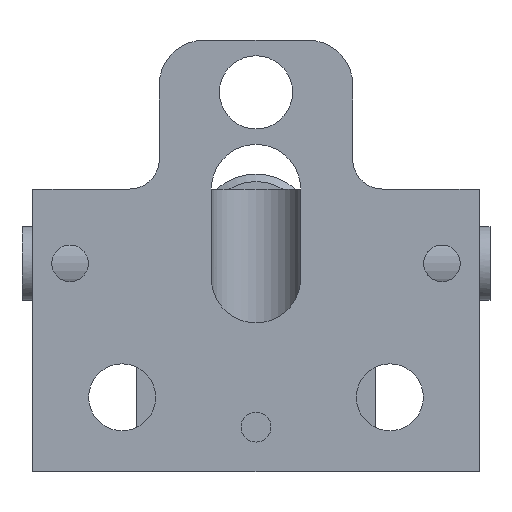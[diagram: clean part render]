
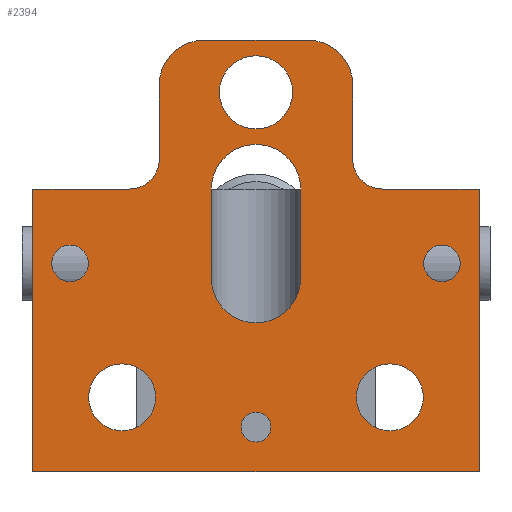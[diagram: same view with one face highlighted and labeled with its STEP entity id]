
A CAD part, front view. The second image highlights one B-rep face of the part: STEP entity #2394.
In plain terms, the highlighted planar face has unit normal (0, -1, 0).
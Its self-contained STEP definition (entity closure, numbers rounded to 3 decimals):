
#134=FACE_BOUND('',#405,.T.);
#135=FACE_BOUND('',#406,.T.);
#136=FACE_BOUND('',#407,.T.);
#137=FACE_BOUND('',#408,.T.);
#138=FACE_BOUND('',#409,.T.);
#139=FACE_BOUND('',#410,.T.);
#140=FACE_BOUND('',#411,.T.);
#180=PLANE('',#2710);
#264=FACE_OUTER_BOUND('',#404,.T.);
#404=EDGE_LOOP('',(#1873,#1874,#1875,#1876,#1877,#1878,#1879,#1880,#1881,
#1882,#1883,#1884));
#405=EDGE_LOOP('',(#1885));
#406=EDGE_LOOP('',(#1886,#1887));
#407=EDGE_LOOP('',(#1888,#1889,#1890,#1891));
#408=EDGE_LOOP('',(#1892,#1893));
#409=EDGE_LOOP('',(#1894,#1895));
#410=EDGE_LOOP('',(#1896));
#411=EDGE_LOOP('',(#1897));
#514=LINE('',#3673,#703);
#521=LINE('',#3691,#710);
#533=LINE('',#3736,#722);
#539=LINE('',#3750,#728);
#545=LINE('',#3774,#734);
#551=LINE('',#3788,#740);
#567=LINE('',#3839,#756);
#571=LINE('',#3845,#760);
#572=LINE('',#3855,#761);
#593=LINE('',#4110,#782);
#703=VECTOR('',#2911,10.);
#710=VECTOR('',#2926,10.);
#722=VECTOR('',#2970,10.);
#728=VECTOR('',#2982,10.);
#734=VECTOR('',#3008,10.);
#740=VECTOR('',#3020,10.);
#756=VECTOR('',#3066,10.);
#760=VECTOR('',#3072,10.);
#761=VECTOR('',#3083,10.);
#782=VECTOR('',#3180,10.);
#890=CIRCLE('',#2613,2.);
#893=CIRCLE('',#2618,2.);
#894=CIRCLE('',#2621,3.);
#903=CIRCLE('',#2632,3.);
#904=CIRCLE('',#2634,2.459);
#905=CIRCLE('',#2637,3.);
#913=CIRCLE('',#2653,3.);
#914=CIRCLE('',#2655,1.005);
#915=CIRCLE('',#2656,1.005);
#928=CIRCLE('',#2676,1.23);
#929=CIRCLE('',#2677,1.23);
#930=CIRCLE('',#2679,1.23);
#931=CIRCLE('',#2680,1.23);
#935=CIRCLE('',#2688,2.25);
#939=CIRCLE('',#2695,2.25);
#1030=VERTEX_POINT('',#3663);
#1031=VERTEX_POINT('',#3664);
#1034=VERTEX_POINT('',#3672);
#1038=VERTEX_POINT('',#3681);
#1039=VERTEX_POINT('',#3683);
#1041=VERTEX_POINT('',#3689);
#1042=VERTEX_POINT('',#3693);
#1057=VERTEX_POINT('',#3728);
#1058=VERTEX_POINT('',#3732);
#1059=VERTEX_POINT('',#3738);
#1060=VERTEX_POINT('',#3739);
#1063=VERTEX_POINT('',#3748);
#1071=VERTEX_POINT('',#3773);
#1076=VERTEX_POINT('',#3786);
#1078=VERTEX_POINT('',#3792);
#1079=VERTEX_POINT('',#3796);
#1080=VERTEX_POINT('',#3797);
#1095=VERTEX_POINT('',#3836);
#1096=VERTEX_POINT('',#3838);
#1103=VERTEX_POINT('',#3860);
#1104=VERTEX_POINT('',#3861);
#1113=VERTEX_POINT('',#4003);
#1114=VERTEX_POINT('',#4004);
#1121=VERTEX_POINT('',#4061);
#1125=VERTEX_POINT('',#4074);
#1266=EDGE_CURVE('',#1030,#1031,#890,.T.);
#1270=EDGE_CURVE('',#1031,#1034,#514,.T.);
#1275=EDGE_CURVE('',#1038,#1039,#893,.T.);
#1279=EDGE_CURVE('',#1041,#1038,#521,.T.);
#1280=EDGE_CURVE('',#1034,#1042,#894,.T.);
#1298=EDGE_CURVE('',#1057,#1041,#903,.T.);
#1301=EDGE_CURVE('',#1058,#1058,#904,.T.);
#1302=EDGE_CURVE('',#1042,#1057,#533,.T.);
#1303=EDGE_CURVE('',#1059,#1060,#905,.T.);
#1309=EDGE_CURVE('',#1030,#1063,#539,.T.);
#1320=EDGE_CURVE('',#1071,#1039,#545,.T.);
#1328=EDGE_CURVE('',#1059,#1076,#551,.T.);
#1331=EDGE_CURVE('',#1076,#1078,#913,.T.);
#1332=EDGE_CURVE('',#1079,#1080,#914,.T.);
#1333=EDGE_CURVE('',#1080,#1079,#915,.T.);
#1353=EDGE_CURVE('',#1096,#1095,#567,.T.);
#1357=EDGE_CURVE('',#1095,#1071,#571,.T.);
#1362=EDGE_CURVE('',#1078,#1060,#572,.T.);
#1365=EDGE_CURVE('',#1103,#1104,#928,.T.);
#1366=EDGE_CURVE('',#1104,#1103,#929,.T.);
#1377=EDGE_CURVE('',#1113,#1114,#930,.T.);
#1378=EDGE_CURVE('',#1114,#1113,#931,.T.);
#1389=EDGE_CURVE('',#1121,#1121,#935,.T.);
#1395=EDGE_CURVE('',#1125,#1125,#939,.T.);
#1412=EDGE_CURVE('',#1096,#1063,#593,.T.);
#1873=ORIENTED_EDGE('',*,*,#1280,.F.);
#1874=ORIENTED_EDGE('',*,*,#1270,.F.);
#1875=ORIENTED_EDGE('',*,*,#1266,.F.);
#1876=ORIENTED_EDGE('',*,*,#1309,.T.);
#1877=ORIENTED_EDGE('',*,*,#1412,.F.);
#1878=ORIENTED_EDGE('',*,*,#1353,.T.);
#1879=ORIENTED_EDGE('',*,*,#1357,.T.);
#1880=ORIENTED_EDGE('',*,*,#1320,.T.);
#1881=ORIENTED_EDGE('',*,*,#1275,.F.);
#1882=ORIENTED_EDGE('',*,*,#1279,.F.);
#1883=ORIENTED_EDGE('',*,*,#1298,.F.);
#1884=ORIENTED_EDGE('',*,*,#1302,.F.);
#1885=ORIENTED_EDGE('',*,*,#1301,.T.);
#1886=ORIENTED_EDGE('',*,*,#1332,.T.);
#1887=ORIENTED_EDGE('',*,*,#1333,.T.);
#1888=ORIENTED_EDGE('',*,*,#1303,.F.);
#1889=ORIENTED_EDGE('',*,*,#1328,.T.);
#1890=ORIENTED_EDGE('',*,*,#1331,.T.);
#1891=ORIENTED_EDGE('',*,*,#1362,.T.);
#1892=ORIENTED_EDGE('',*,*,#1365,.T.);
#1893=ORIENTED_EDGE('',*,*,#1366,.T.);
#1894=ORIENTED_EDGE('',*,*,#1377,.T.);
#1895=ORIENTED_EDGE('',*,*,#1378,.T.);
#1896=ORIENTED_EDGE('',*,*,#1389,.T.);
#1897=ORIENTED_EDGE('',*,*,#1395,.T.);
#2394=ADVANCED_FACE('',(#264,#134,#135,#136,#137,#138,#139,#140),#180,.T.);
#2613=AXIS2_PLACEMENT_3D('',#3665,#2903,#2904);
#2618=AXIS2_PLACEMENT_3D('',#3684,#2919,#2920);
#2621=AXIS2_PLACEMENT_3D('',#3694,#2929,#2930);
#2632=AXIS2_PLACEMENT_3D('',#3729,#2960,#2961);
#2634=AXIS2_PLACEMENT_3D('',#3734,#2966,#2967);
#2637=AXIS2_PLACEMENT_3D('',#3740,#2973,#2974);
#2653=AXIS2_PLACEMENT_3D('',#3794,#3025,#3026);
#2655=AXIS2_PLACEMENT_3D('',#3798,#3029,#3030);
#2656=AXIS2_PLACEMENT_3D('',#3799,#3031,#3032);
#2676=AXIS2_PLACEMENT_3D('',#3862,#3090,#3091);
#2677=AXIS2_PLACEMENT_3D('',#3863,#3092,#3093);
#2679=AXIS2_PLACEMENT_3D('',#4005,#3098,#3099);
#2680=AXIS2_PLACEMENT_3D('',#4006,#3100,#3101);
#2688=AXIS2_PLACEMENT_3D('',#4063,#3120,#3121);
#2695=AXIS2_PLACEMENT_3D('',#4076,#3136,#3137);
#2710=AXIS2_PLACEMENT_3D('',#4109,#3178,#3179);
#2903=DIRECTION('center_axis',(0.,-1.,0.));
#2904=DIRECTION('ref_axis',(0.707,0.,-0.707));
#2911=DIRECTION('',(0.,0.,1.));
#2919=DIRECTION('center_axis',(0.,-1.,0.));
#2920=DIRECTION('ref_axis',(-0.707,0.,-0.707));
#2926=DIRECTION('',(0.,0.,-1.));
#2929=DIRECTION('center_axis',(0.,1.,0.));
#2930=DIRECTION('ref_axis',(-0.707,0.,0.707));
#2960=DIRECTION('center_axis',(0.,1.,0.));
#2961=DIRECTION('ref_axis',(0.707,0.,0.707));
#2966=DIRECTION('center_axis',(0.,1.,0.));
#2967=DIRECTION('ref_axis',(1.,0.,0.));
#2970=DIRECTION('',(1.,0.,0.));
#2973=DIRECTION('center_axis',(0.,-1.,0.));
#2974=DIRECTION('ref_axis',(1.,0.,0.));
#2982=DIRECTION('',(-1.,0.,0.));
#3008=DIRECTION('',(-1.,0.,0.));
#3020=DIRECTION('',(0.,0.,-1.));
#3025=DIRECTION('center_axis',(0.,1.,0.));
#3026=DIRECTION('ref_axis',(0.,0.,-1.));
#3029=DIRECTION('center_axis',(0.,1.,0.));
#3030=DIRECTION('ref_axis',(1.,0.,0.));
#3031=DIRECTION('center_axis',(0.,1.,0.));
#3032=DIRECTION('ref_axis',(1.,0.,0.));
#3066=DIRECTION('',(1.,0.,0.));
#3072=DIRECTION('',(0.,0.,1.));
#3083=DIRECTION('',(0.,0.,1.));
#3090=DIRECTION('center_axis',(0.,1.,0.));
#3091=DIRECTION('ref_axis',(1.,0.,0.));
#3092=DIRECTION('center_axis',(0.,1.,0.));
#3093=DIRECTION('ref_axis',(1.,0.,0.));
#3098=DIRECTION('center_axis',(0.,1.,0.));
#3099=DIRECTION('ref_axis',(1.,0.,0.));
#3100=DIRECTION('center_axis',(0.,1.,0.));
#3101=DIRECTION('ref_axis',(1.,0.,0.));
#3120=DIRECTION('center_axis',(0.,1.,0.));
#3121=DIRECTION('ref_axis',(1.,0.,0.));
#3136=DIRECTION('center_axis',(0.,1.,0.));
#3137=DIRECTION('ref_axis',(1.,0.,0.));
#3178=DIRECTION('center_axis',(0.,-1.,0.));
#3179=DIRECTION('ref_axis',(0.,0.,-1.));
#3180=DIRECTION('',(0.,0.,1.));
#3663=CARTESIAN_POINT('',(6.594,-8.659,20.));
#3664=CARTESIAN_POINT('',(8.594,-8.659,22.));
#3665=CARTESIAN_POINT('Origin',(6.594,-8.659,22.));
#3672=CARTESIAN_POINT('',(8.594,-8.659,27.));
#3673=CARTESIAN_POINT('',(8.594,-8.659,27.5));
#3681=CARTESIAN_POINT('',(21.594,-8.659,22.));
#3683=CARTESIAN_POINT('',(23.594,-8.659,20.));
#3684=CARTESIAN_POINT('Origin',(23.594,-8.659,22.));
#3689=CARTESIAN_POINT('',(21.594,-8.659,27.));
#3691=CARTESIAN_POINT('',(21.594,-8.659,22.5));
#3693=CARTESIAN_POINT('',(11.594,-8.659,30.));
#3694=CARTESIAN_POINT('Origin',(11.594,-8.659,27.));
#3728=CARTESIAN_POINT('',(18.594,-8.659,30.));
#3729=CARTESIAN_POINT('Origin',(18.594,-8.659,27.));
#3732=CARTESIAN_POINT('',(12.635,-8.659,26.5));
#3734=CARTESIAN_POINT('Origin',(15.094,-8.659,26.5));
#3736=CARTESIAN_POINT('',(18.344,-8.659,30.));
#3738=CARTESIAN_POINT('',(18.094,-8.659,20.));
#3739=CARTESIAN_POINT('',(12.094,-8.659,20.));
#3740=CARTESIAN_POINT('Origin',(15.094,-8.659,20.));
#3748=CARTESIAN_POINT('',(0.094,-8.659,20.));
#3750=CARTESIAN_POINT('',(0.094,-8.659,20.));
#3773=CARTESIAN_POINT('',(30.094,-8.659,20.));
#3774=CARTESIAN_POINT('',(0.094,-8.659,20.));
#3786=CARTESIAN_POINT('',(18.094,-8.659,14.));
#3788=CARTESIAN_POINT('',(18.094,-8.659,12.));
#3792=CARTESIAN_POINT('',(12.094,-8.659,14.));
#3794=CARTESIAN_POINT('Origin',(15.094,-8.659,14.));
#3796=CARTESIAN_POINT('',(16.099,-8.659,4.));
#3797=CARTESIAN_POINT('',(14.089,-8.659,4.));
#3798=CARTESIAN_POINT('Origin',(15.094,-8.659,4.));
#3799=CARTESIAN_POINT('Origin',(15.094,-8.659,4.));
#3836=CARTESIAN_POINT('',(30.094,-8.659,1.));
#3838=CARTESIAN_POINT('',(0.094,-8.659,1.));
#3839=CARTESIAN_POINT('',(22.594,-8.659,1.));
#3845=CARTESIAN_POINT('',(30.094,-8.659,0.));
#3855=CARTESIAN_POINT('',(12.094,-8.659,7.));
#3860=CARTESIAN_POINT('',(28.823,-8.659,15.));
#3861=CARTESIAN_POINT('',(26.364,-8.659,15.));
#3862=CARTESIAN_POINT('Origin',(27.594,-8.659,15.));
#3863=CARTESIAN_POINT('Origin',(27.594,-8.659,15.));
#4003=CARTESIAN_POINT('',(3.823,-8.659,15.));
#4004=CARTESIAN_POINT('',(1.364,-8.659,15.));
#4005=CARTESIAN_POINT('Origin',(2.594,-8.659,15.));
#4006=CARTESIAN_POINT('Origin',(2.594,-8.659,15.));
#4061=CARTESIAN_POINT('',(3.844,-8.659,6.));
#4063=CARTESIAN_POINT('Origin',(6.094,-8.659,6.));
#4074=CARTESIAN_POINT('',(21.844,-8.659,6.));
#4076=CARTESIAN_POINT('Origin',(24.094,-8.659,6.));
#4109=CARTESIAN_POINT('Origin',(30.094,-8.659,0.));
#4110=CARTESIAN_POINT('',(0.094,-8.659,0.));
